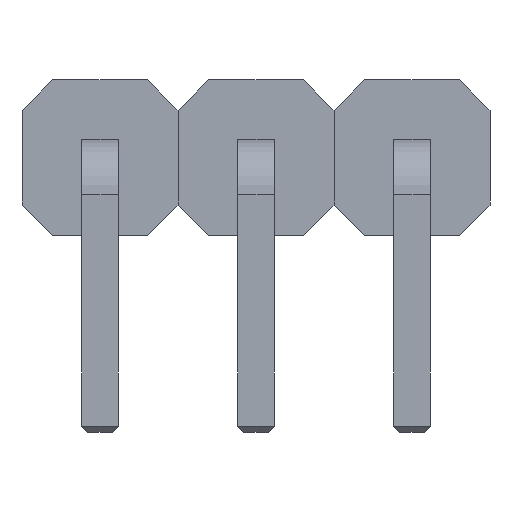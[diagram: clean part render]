
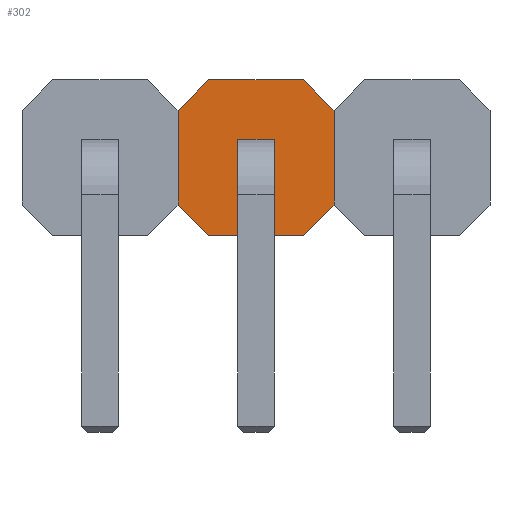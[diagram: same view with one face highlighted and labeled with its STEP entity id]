
A CAD part, front view. The second image highlights one B-rep face of the part: STEP entity #302.
In plain terms, the highlighted planar face has unit normal (0, -1, 0).
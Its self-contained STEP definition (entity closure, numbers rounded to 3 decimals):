
#1 = DIRECTION ( 'NONE',  ( 0., 0., -1. ) ) ;
#84 = LINE ( 'NONE', #2940, #1867 ) ;
#123 = FACE_BOUND ( 'NONE', #1600, .T. ) ;
#199 = ORIENTED_EDGE ( 'NONE', *, *, #1125, .F. ) ;
#224 = DIRECTION ( 'NONE',  ( -1., 0., 0. ) ) ;
#283 = CARTESIAN_POINT ( 'NONE',  ( 3.81, 1.76, 0.5 ) ) ;
#302 = ADVANCED_FACE ( 'NONE', ( #2776, #123 ), #1544, .T. ) ;
#310 = CARTESIAN_POINT ( 'NONE',  ( 1.27, 1.76, 0.5 ) ) ;
#448 = ORIENTED_EDGE ( 'NONE', *, *, #2474, .F. ) ;
#488 = VECTOR ( 'NONE', #3104, 1000. ) ;
#491 = VECTOR ( 'NONE', #2450, 1000. ) ;
#497 = VECTOR ( 'NONE', #2551, 1000. ) ;
#557 = EDGE_LOOP ( 'NONE', ( #3100, #3537, #199, #448, #1493, #785, #2390, #1886 ) ) ;
#575 = DIRECTION ( 'NONE',  ( 1., 0., 0. ) ) ;
#583 = CARTESIAN_POINT ( 'NONE',  ( 1.27, 1.76, 2.04 ) ) ;
#601 = CARTESIAN_POINT ( 'NONE',  ( 3.81, 1.76, 2.04 ) ) ;
#608 = VERTEX_POINT ( 'NONE', #2403 ) ;
#697 = LINE ( 'NONE', #3386, #2710 ) ;
#785 = ORIENTED_EDGE ( 'NONE', *, *, #3054, .F. ) ;
#848 = LINE ( 'NONE', #2024, #2338 ) ;
#888 = CARTESIAN_POINT ( 'NONE',  ( 3.31, 1.76, 2.54 ) ) ;
#1050 = EDGE_CURVE ( 'NONE', #2577, #2058, #848, .T. ) ;
#1093 = CARTESIAN_POINT ( 'NONE',  ( 2.24, 1.76, 0.97 ) ) ;
#1125 = EDGE_CURVE ( 'NONE', #1133, #3295, #1356, .T. ) ;
#1133 = VERTEX_POINT ( 'NONE', #1582 ) ;
#1155 = EDGE_CURVE ( 'NONE', #1604, #1850, #84, .T. ) ;
#1225 = CARTESIAN_POINT ( 'NONE',  ( 2.84, 1.76, 0.97 ) ) ;
#1260 = CARTESIAN_POINT ( 'NONE',  ( 2.24, 1.76, 1.57 ) ) ;
#1333 = VECTOR ( 'NONE', #1614, 1000. ) ;
#1356 = LINE ( 'NONE', #310, #497 ) ;
#1379 = VERTEX_POINT ( 'NONE', #3719 ) ;
#1382 = CARTESIAN_POINT ( 'NONE',  ( 1.27, 1.76, 0.5 ) ) ;
#1454 = EDGE_CURVE ( 'NONE', #608, #2271, #2747, .T. ) ;
#1493 = ORIENTED_EDGE ( 'NONE', *, *, #3051, .F. ) ;
#1495 = AXIS2_PLACEMENT_3D ( 'NONE', #3116, #2825, #1 ) ;
#1516 = VECTOR ( 'NONE', #1595, 1000. ) ;
#1536 = VECTOR ( 'NONE', #1821, 1000. ) ;
#1544 = PLANE ( 'NONE',  #1495 ) ;
#1582 = CARTESIAN_POINT ( 'NONE',  ( 1.77, 1.76, 0. ) ) ;
#1595 = DIRECTION ( 'NONE',  ( 1., 0., 0. ) ) ;
#1600 = EDGE_LOOP ( 'NONE', ( #2453, #3200, #2539, #1841 ) ) ;
#1604 = VERTEX_POINT ( 'NONE', #1093 ) ;
#1614 = DIRECTION ( 'NONE',  ( 0., 0., -1. ) ) ;
#1652 = CARTESIAN_POINT ( 'NONE',  ( 3.31, 1.76, 0. ) ) ;
#1681 = LINE ( 'NONE', #1225, #3541 ) ;
#1716 = DIRECTION ( 'NONE',  ( 0., 0., 1. ) ) ;
#1821 = DIRECTION ( 'NONE',  ( 0.707, 0., 0.707 ) ) ;
#1841 = ORIENTED_EDGE ( 'NONE', *, *, #2595, .F. ) ;
#1850 = VERTEX_POINT ( 'NONE', #1260 ) ;
#1867 = VECTOR ( 'NONE', #3848, 1000. ) ;
#1886 = ORIENTED_EDGE ( 'NONE', *, *, #1454, .F. ) ;
#1933 = CARTESIAN_POINT ( 'NONE',  ( 3.81, 1.76, 0.5 ) ) ;
#2024 = CARTESIAN_POINT ( 'NONE',  ( 2.84, 1.76, 0.67 ) ) ;
#2025 = LINE ( 'NONE', #1933, #2501 ) ;
#2058 = VERTEX_POINT ( 'NONE', #3301 ) ;
#2224 = CARTESIAN_POINT ( 'NONE',  ( 1.77, 1.76, 2.54 ) ) ;
#2233 = LINE ( 'NONE', #601, #491 ) ;
#2271 = VERTEX_POINT ( 'NONE', #888 ) ;
#2338 = VECTOR ( 'NONE', #1716, 1000. ) ;
#2355 = EDGE_CURVE ( 'NONE', #1604, #2577, #1681, .T. ) ;
#2363 = EDGE_CURVE ( 'NONE', #2271, #2428, #2233, .T. ) ;
#2390 = ORIENTED_EDGE ( 'NONE', *, *, #2363, .F. ) ;
#2403 = CARTESIAN_POINT ( 'NONE',  ( 1.77, 1.76, 2.54 ) ) ;
#2428 = VERTEX_POINT ( 'NONE', #2898 ) ;
#2450 = DIRECTION ( 'NONE',  ( 0.707, 0., -0.707 ) ) ;
#2453 = ORIENTED_EDGE ( 'NONE', *, *, #1050, .F. ) ;
#2461 = CARTESIAN_POINT ( 'NONE',  ( 1.77, 1.76, 0. ) ) ;
#2474 = EDGE_CURVE ( 'NONE', #3720, #1133, #3201, .T. ) ;
#2501 = VECTOR ( 'NONE', #3196, 1000. ) ;
#2527 = EDGE_CURVE ( 'NONE', #1379, #608, #4021, .T. ) ;
#2537 = CARTESIAN_POINT ( 'NONE',  ( 3.81, 1.76, 2.04 ) ) ;
#2539 = ORIENTED_EDGE ( 'NONE', *, *, #1155, .T. ) ;
#2551 = DIRECTION ( 'NONE',  ( -0.707, 0., 0.707 ) ) ;
#2577 = VERTEX_POINT ( 'NONE', #3083 ) ;
#2595 = EDGE_CURVE ( 'NONE', #2058, #1850, #697, .T. ) ;
#2639 = LINE ( 'NONE', #583, #3624 ) ;
#2710 = VECTOR ( 'NONE', #224, 1000. ) ;
#2747 = LINE ( 'NONE', #2224, #1516 ) ;
#2776 = FACE_OUTER_BOUND ( 'NONE', #557, .T. ) ;
#2782 = VERTEX_POINT ( 'NONE', #283 ) ;
#2825 = DIRECTION ( 'NONE',  ( 0., -1., 0. ) ) ;
#2898 = CARTESIAN_POINT ( 'NONE',  ( 3.81, 1.76, 2.04 ) ) ;
#2940 = CARTESIAN_POINT ( 'NONE',  ( 2.24, 1.76, 0.67 ) ) ;
#3051 = EDGE_CURVE ( 'NONE', #2782, #3720, #2025, .T. ) ;
#3054 = EDGE_CURVE ( 'NONE', #2428, #2782, #3527, .T. ) ;
#3083 = CARTESIAN_POINT ( 'NONE',  ( 2.84, 1.76, 0.97 ) ) ;
#3100 = ORIENTED_EDGE ( 'NONE', *, *, #2527, .F. ) ;
#3104 = DIRECTION ( 'NONE',  ( -1., 0., 0. ) ) ;
#3116 = CARTESIAN_POINT ( 'NONE',  ( 2.54, 1.76, 0. ) ) ;
#3196 = DIRECTION ( 'NONE',  ( -0.707, 0., -0.707 ) ) ;
#3200 = ORIENTED_EDGE ( 'NONE', *, *, #2355, .F. ) ;
#3201 = LINE ( 'NONE', #2461, #488 ) ;
#3295 = VERTEX_POINT ( 'NONE', #1382 ) ;
#3301 = CARTESIAN_POINT ( 'NONE',  ( 2.84, 1.76, 1.57 ) ) ;
#3386 = CARTESIAN_POINT ( 'NONE',  ( 2.84, 1.76, 1.57 ) ) ;
#3443 = DIRECTION ( 'NONE',  ( 0., 0., 1. ) ) ;
#3509 = EDGE_CURVE ( 'NONE', #3295, #1379, #2639, .T. ) ;
#3527 = LINE ( 'NONE', #2537, #1333 ) ;
#3537 = ORIENTED_EDGE ( 'NONE', *, *, #3509, .F. ) ;
#3541 = VECTOR ( 'NONE', #575, 1000. ) ;
#3624 = VECTOR ( 'NONE', #3443, 1000. ) ;
#3719 = CARTESIAN_POINT ( 'NONE',  ( 1.27, 1.76, 2.04 ) ) ;
#3720 = VERTEX_POINT ( 'NONE', #1652 ) ;
#3848 = DIRECTION ( 'NONE',  ( 0., 0., 1. ) ) ;
#3968 = CARTESIAN_POINT ( 'NONE',  ( 1.27, 1.76, 2.04 ) ) ;
#4021 = LINE ( 'NONE', #3968, #1536 ) ;
